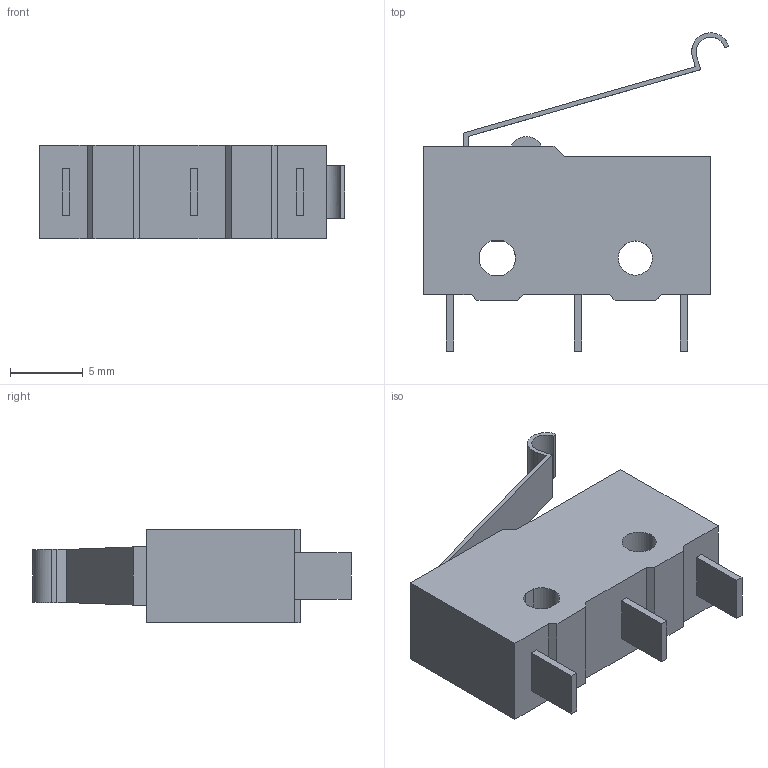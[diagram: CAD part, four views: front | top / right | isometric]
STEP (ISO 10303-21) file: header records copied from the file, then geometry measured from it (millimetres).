
FILE_DESCRIPTION (( 'STEP AP203' ), '1' );
FILE_NAME ('SS_10GL13.step', '2011-02-19T19:12:38', ( 'OSMC1.0 ' ), ( ' ' ), 'SwSTEP 2.0', 'SolidWorks 2002025', '' );
FILE_SCHEMA (( 'CONFIG_CONTROL_DESIGN' ));
Length unit declared in the file: millimetre
Products named in the file (3): SS_10GL13; SS_10GL13_BASE; SS_10GL13_ACTUATOR
Assembly tree (2 placements, depth 2):
  SS_10GL13
    SS_10GL13_ACTUATOR
    SS_10GL13_BASE
Bounding box: 21.03 x 21.9 x 6.4 mm (x, y, z)
Volume: 1250.3 mm3; surface area: 1130.6 mm2
Topology: 2 solids, 2 shells, 57 faces, 147 edges, 98 vertices
Faces by surface type: plane 47, cylinder 10
Entity records: 2026 total; most frequent: CARTESIAN_POINT 331, ORIENTED_EDGE 294, DIRECTION 275, EDGE_CURVE 147, LINE 127, VECTOR 127, VERTEX_POINT 98, AXIS2_PLACEMENT_3D 74
